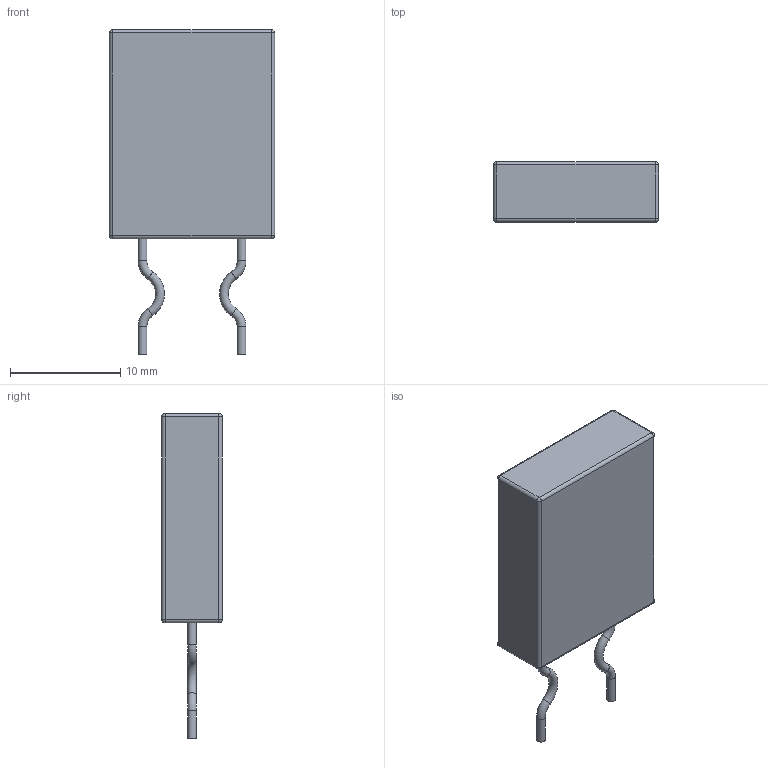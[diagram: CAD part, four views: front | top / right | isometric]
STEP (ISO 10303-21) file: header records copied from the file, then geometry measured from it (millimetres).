
FILE_DESCRIPTION(('STEP AP214'), '1');
FILE_NAME('BPR58CF', '2017-04-07T11:10:31', ('Nobody'), (''), 'ASCON STEP Converter 1.3', 'ASCON Math Kernel', '');
FILE_SCHEMA(('AUTOMOTIVE_DESIGN { 1 0 10303 214 3 1 1}'));
Length unit declared in the file: millimetre
Bounding box: 15 x 5.5 x 29.5 mm (x, y, z)
Volume: 1578.1 mm3; surface area: 993.8 mm2
Topology: 3 solids, 3 shells, 40 faces, 78 edges, 36 vertices
Faces by surface type: cylinder 16, plane 10, sphere 8, torus 6
Full cylindrical faces by diameter (mm): 0.8 x4
Entity records: 1260 total; most frequent: DIRECTION 178, CARTESIAN_POINT 137, ORIENTED_EDGE 120, AXIS2_PLACEMENT_3D 77, EDGE_CURVE 60, EDGE_LOOP 50, COLOUR_RGB 43, FILL_AREA_STYLE_COLOUR 43
